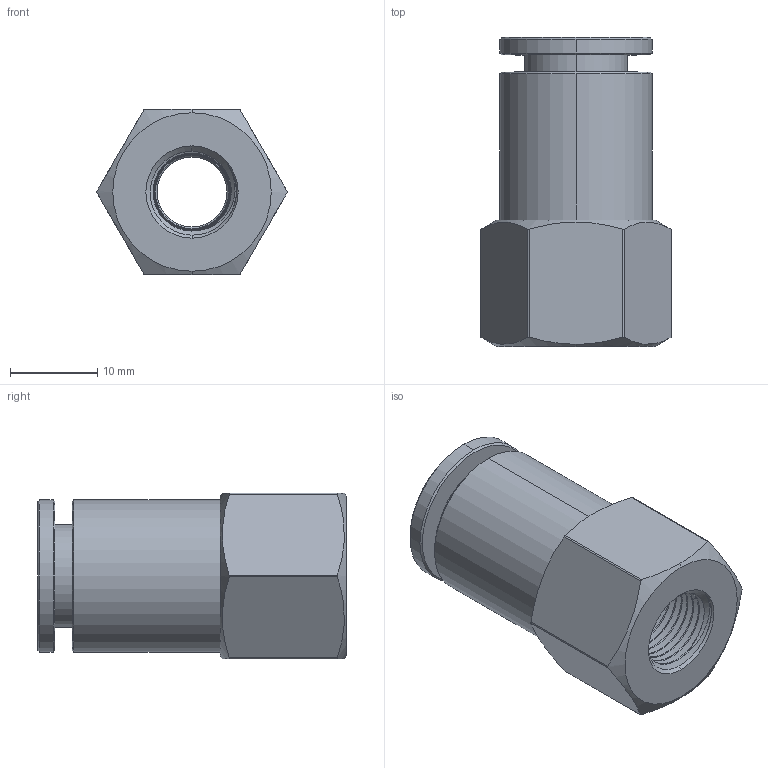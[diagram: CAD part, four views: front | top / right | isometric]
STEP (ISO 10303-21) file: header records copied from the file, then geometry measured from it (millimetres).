
FILE_DESCRIPTION (( 'STEP AP203' ), '1' );
FILE_NAME ('FCS10R1-8W.step', '2016-12-16T17:55:13', ( '' ), ( '' ), 'SwSTEP 2.0', 'SolidWorks 2016', '' );
FILE_SCHEMA (( 'CONFIG_CONTROL_DESIGN' ));
Length unit declared in the file: millimetre
Products named in the file (1): FCS10R1-8W
Bounding box: 21.88 x 35.47 x 19 mm (x, y, z)
Volume: 6201.6 mm3; surface area: 7021.1 mm2
Topology: 6 solids, 6 shells, 461 faces, 1297 edges, 853 vertices
Faces by surface type: cone 156, plane 155, bspline 79, cylinder 71
Entity records: 22560 total; most frequent: CARTESIAN_POINT 11756, ORIENTED_EDGE 2594, DIRECTION 1795, EDGE_CURVE 1297, VERTEX_POINT 853, AXIS2_PLACEMENT_3D 725, B_SPLINE_CURVE_WITH_KNOTS 610, EDGE_LOOP 478
